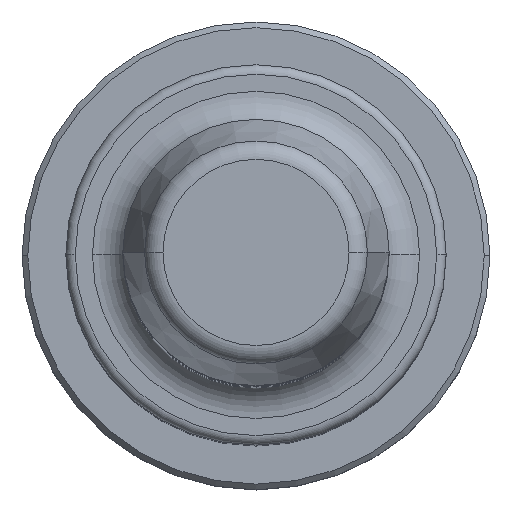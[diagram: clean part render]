
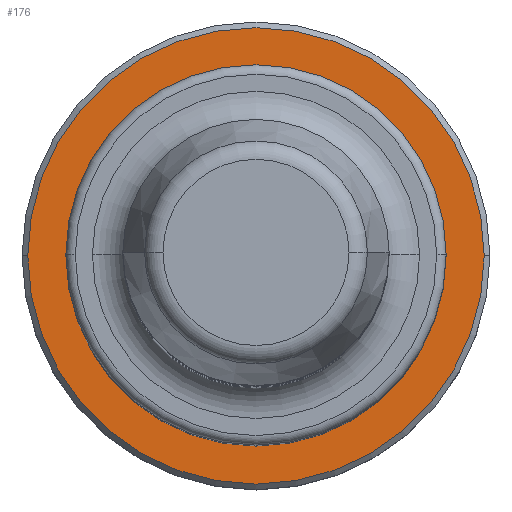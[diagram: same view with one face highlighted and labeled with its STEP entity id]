
A CAD part, top view. The second image highlights one B-rep face of the part: STEP entity #176.
In plain terms, the highlighted planar face has unit normal (0, 0, 1).
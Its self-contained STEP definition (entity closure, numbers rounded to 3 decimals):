
#176=ADVANCED_FACE('',(#353,#354),#355,.T.);
#353=FACE_OUTER_BOUND('',#529,.T.);
#354=FACE_BOUND('',#530,.T.);
#355=PLANE('',#531);
#529=EDGE_LOOP('',(#936,#937));
#530=EDGE_LOOP('',(#938,#939));
#531=AXIS2_PLACEMENT_3D('',#940,#941,#942);
#936=ORIENTED_EDGE('',*,*,#1030,.F.);
#937=ORIENTED_EDGE('',*,*,#1143,.F.);
#938=ORIENTED_EDGE('',*,*,#1089,.T.);
#939=ORIENTED_EDGE('',*,*,#1120,.T.);
#940=CARTESIAN_POINT('',(11.0,0.0,6.0));
#941=DIRECTION('',(0.0,0.0,1.0));
#942=DIRECTION('',(-1.0,0.0,0.0));
#1030=EDGE_CURVE('',#1215,#1217,#1218,.T.);
#1089=EDGE_CURVE('',#1305,#1302,#1306,.T.);
#1120=EDGE_CURVE('',#1302,#1305,#1342,.T.);
#1143=EDGE_CURVE('',#1217,#1215,#1365,.T.);
#1215=VERTEX_POINT('',#1443);
#1217=VERTEX_POINT('',#1446);
#1218=CIRCLE('',#1447,12.0);
#1302=VERTEX_POINT('',#1546);
#1305=VERTEX_POINT('',#1549);
#1306=CIRCLE('',#1550,10.0);
#1342=CIRCLE('',#1592,10.0);
#1365=CIRCLE('',#1615,12.0);
#1443=CARTESIAN_POINT('',(12.0,0.0,6.0));
#1446=CARTESIAN_POINT('',(-12.0,0.,6.0));
#1447=AXIS2_PLACEMENT_3D('',#1702,#1703,#1704);
#1546=CARTESIAN_POINT('',(-10.0,0.,6.0));
#1549=CARTESIAN_POINT('',(10.0,0.0,6.0));
#1550=AXIS2_PLACEMENT_3D('',#1810,#1811,#1812);
#1592=AXIS2_PLACEMENT_3D('',#1858,#1859,#1860);
#1615=AXIS2_PLACEMENT_3D('',#1882,#1883,#1884);
#1702=CARTESIAN_POINT('',(0.0,0.0,6.0));
#1703=DIRECTION('',(0.0,0.0,-1.0));
#1704=DIRECTION('',(1.0,0.0,0.0));
#1810=CARTESIAN_POINT('',(0.0,0.0,6.0));
#1811=DIRECTION('',(0.0,0.0,-1.0));
#1812=DIRECTION('',(1.0,0.0,0.0));
#1858=CARTESIAN_POINT('',(0.0,0.0,6.0));
#1859=DIRECTION('',(0.0,0.0,-1.0));
#1860=DIRECTION('',(1.0,0.0,0.0));
#1882=CARTESIAN_POINT('',(0.0,0.0,6.0));
#1883=DIRECTION('',(0.0,0.0,-1.0));
#1884=DIRECTION('',(1.0,0.0,0.0));
